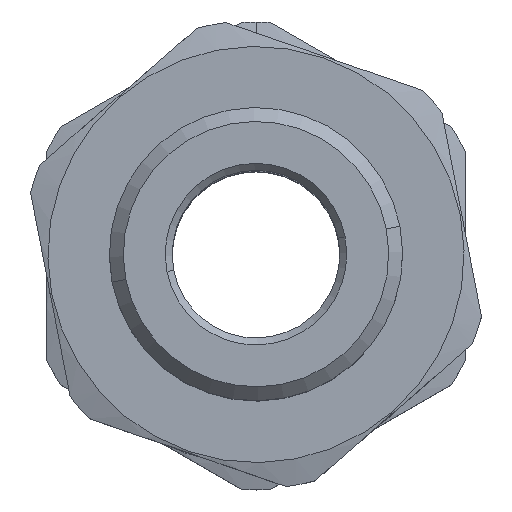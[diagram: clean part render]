
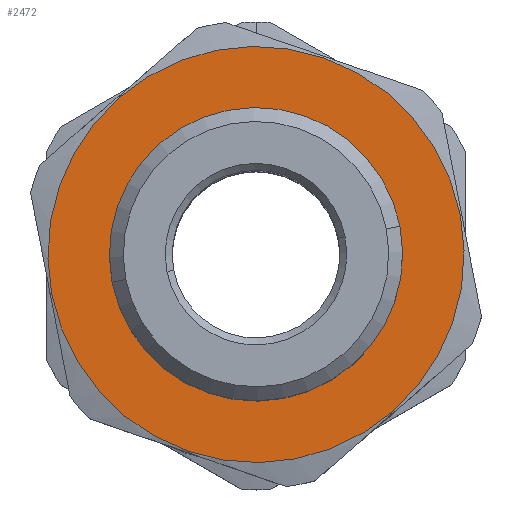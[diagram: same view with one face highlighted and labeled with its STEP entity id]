
A CAD part, top view. The second image highlights one B-rep face of the part: STEP entity #2472.
In plain terms, the highlighted planar face has unit normal (0, 0, 1).
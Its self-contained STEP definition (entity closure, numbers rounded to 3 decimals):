
#71 = FACE_BOUND ( 'NONE', #743, .T. ) ;
#124 = DIRECTION ( 'NONE',  ( 0., 0., 1. ) ) ;
#155 = FACE_OUTER_BOUND ( 'NONE', #2012, .T. ) ;
#266 = DIRECTION ( 'NONE',  ( 1., 0., 0. ) ) ;
#339 = CARTESIAN_POINT ( 'NONE',  ( 0., 10.5, -15. ) ) ;
#394 = AXIS2_PLACEMENT_3D ( 'NONE', #475, #124, #3210 ) ;
#475 = CARTESIAN_POINT ( 'NONE',  ( 0., 0., -15. ) ) ;
#504 = VERTEX_POINT ( 'NONE', #1024 ) ;
#627 = DIRECTION ( 'NONE',  ( 0., 0., 1. ) ) ;
#648 = DIRECTION ( 'NONE',  ( 1., 0., 0. ) ) ;
#681 = AXIS2_PLACEMENT_3D ( 'NONE', #1305, #627, #266 ) ;
#687 = PLANE ( 'NONE',  #2705 ) ;
#743 = EDGE_LOOP ( 'NONE', ( #3117, #1964 ) ) ;
#761 = VERTEX_POINT ( 'NONE', #3181 ) ;
#980 = DIRECTION ( 'NONE',  ( 0., 0., 1. ) ) ;
#1024 = CARTESIAN_POINT ( 'NONE',  ( 14.9, 0., -15. ) ) ;
#1061 = CIRCLE ( 'NONE', #2069, 14.9 ) ;
#1274 = EDGE_CURVE ( 'NONE', #1394, #504, #1061, .T. ) ;
#1305 = CARTESIAN_POINT ( 'NONE',  ( 0., 0., -15. ) ) ;
#1341 = CARTESIAN_POINT ( 'NONE',  ( 0., 0., -15. ) ) ;
#1394 = VERTEX_POINT ( 'NONE', #2330 ) ;
#1458 = AXIS2_PLACEMENT_3D ( 'NONE', #1341, #980, #648 ) ;
#1504 = DIRECTION ( 'NONE',  ( 1., 0., 0. ) ) ;
#1644 = CIRCLE ( 'NONE', #1458, 10.5 ) ;
#1667 = CIRCLE ( 'NONE', #681, 14.9 ) ;
#1842 = DIRECTION ( 'NONE',  ( 0., 0., 1. ) ) ;
#1958 = CARTESIAN_POINT ( 'NONE',  ( -10.5, 0., -15. ) ) ;
#1964 = ORIENTED_EDGE ( 'NONE', *, *, #2390, .F. ) ;
#2012 = EDGE_LOOP ( 'NONE', ( #2811, #2698 ) ) ;
#2069 = AXIS2_PLACEMENT_3D ( 'NONE', #2215, #1842, #1504 ) ;
#2194 = CIRCLE ( 'NONE', #394, 10.5 ) ;
#2215 = CARTESIAN_POINT ( 'NONE',  ( 0., 0., -15. ) ) ;
#2330 = CARTESIAN_POINT ( 'NONE',  ( -14.9, 0., -15. ) ) ;
#2390 = EDGE_CURVE ( 'NONE', #2696, #761, #1644, .T. ) ;
#2472 = ADVANCED_FACE ( 'NONE', ( #71, #155 ), #687, .F. ) ;
#2696 = VERTEX_POINT ( 'NONE', #1958 ) ;
#2698 = ORIENTED_EDGE ( 'NONE', *, *, #3304, .T. ) ;
#2705 = AXIS2_PLACEMENT_3D ( 'NONE', #339, #3420, #3068 ) ;
#2811 = ORIENTED_EDGE ( 'NONE', *, *, #1274, .T. ) ;
#3068 = DIRECTION ( 'NONE',  ( -1., 0., 0. ) ) ;
#3116 = EDGE_CURVE ( 'NONE', #761, #2696, #2194, .T. ) ;
#3117 = ORIENTED_EDGE ( 'NONE', *, *, #3116, .F. ) ;
#3181 = CARTESIAN_POINT ( 'NONE',  ( 10.5, 0., -15. ) ) ;
#3210 = DIRECTION ( 'NONE',  ( 1., 0., 0. ) ) ;
#3304 = EDGE_CURVE ( 'NONE', #504, #1394, #1667, .T. ) ;
#3420 = DIRECTION ( 'NONE',  ( 0., 0., -1. ) ) ;
